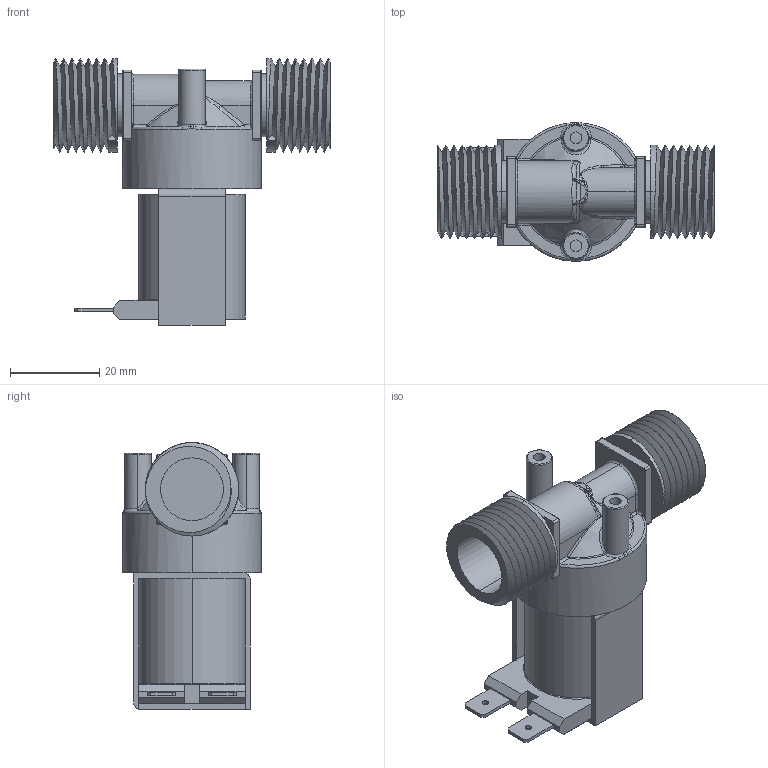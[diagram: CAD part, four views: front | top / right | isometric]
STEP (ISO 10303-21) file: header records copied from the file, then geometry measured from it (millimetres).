
FILE_DESCRIPTION (( 'STEP AP214' ), '1' );
FILE_NAME ('SOLENOID_FLUSH.STEP', '2021-07-30T09:03:03', ( '' ), ( '' ), 'SwSTEP 2.0', 'SolidWorks 2019', '' );
FILE_SCHEMA (( 'AUTOMOTIVE_DESIGN' ));
Length unit declared in the file: millimetre
Products named in the file (1): SOLENOID_FLUSH
Bounding box: 62.05 x 31.05 x 59.82 mm (x, y, z)
Volume: 36489.9 mm3; surface area: 16866.2 mm2
Topology: 5 solids, 5 shells, 297 faces, 734 edges, 434 vertices
Faces by surface type: cylinder 98, plane 80, bspline 65, torus 40, sphere 12, cone 2
Entity records: 15338 total; most frequent: CARTESIAN_POINT 8920, ORIENTED_EDGE 1424, DIRECTION 1219, EDGE_CURVE 712, AXIS2_PLACEMENT_3D 488, VERTEX_POINT 434, EDGE_LOOP 310, FACE_OUTER_BOUND 297
